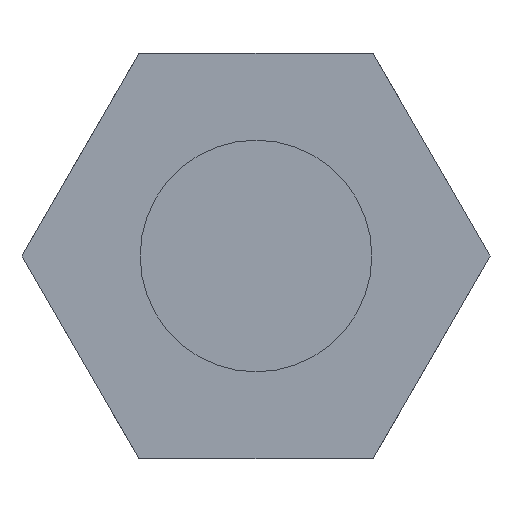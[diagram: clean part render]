
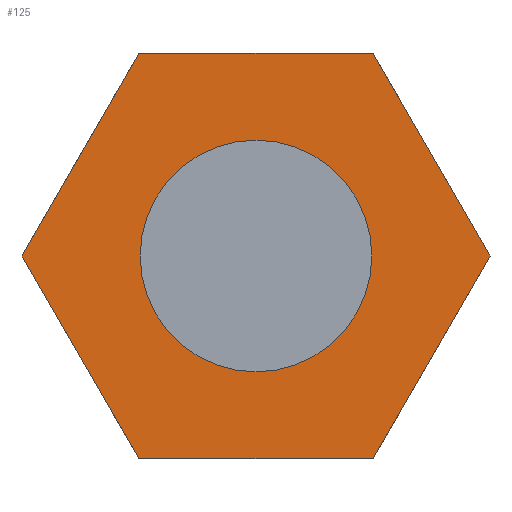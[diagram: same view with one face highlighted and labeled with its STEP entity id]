
A CAD part, left-side view. The second image highlights one B-rep face of the part: STEP entity #125.
In plain terms, the highlighted planar face has unit normal (-1, 0, 0).
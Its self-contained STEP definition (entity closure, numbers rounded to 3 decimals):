
#52=CARTESIAN_POINT('Axis2P3D Location',(0.,0.,0.)) ;
#57=CARTESIAN_POINT('Line Origine',(0.,-6.062,-3.5)) ;
#61=CARTESIAN_POINT('Vertex',(0.,-8.083,0.)) ;
#63=CARTESIAN_POINT('Vertex',(0.,-4.041,-7.)) ;
#66=CARTESIAN_POINT('Line Origine',(0.,-6.062,3.5)) ;
#70=CARTESIAN_POINT('Vertex',(0.,-4.041,7.)) ;
#73=CARTESIAN_POINT('Line Origine',(0.,0.,7.)) ;
#77=CARTESIAN_POINT('Vertex',(0.,4.041,7.)) ;
#80=CARTESIAN_POINT('Line Origine',(0.,6.062,3.5)) ;
#84=CARTESIAN_POINT('Vertex',(0.,8.083,0.)) ;
#87=CARTESIAN_POINT('Line Origine',(0.,6.062,-3.5)) ;
#91=CARTESIAN_POINT('Vertex',(0.,4.041,-7.)) ;
#94=CARTESIAN_POINT('Line Origine',(0.,0.,-7.)) ;
#107=CARTESIAN_POINT('Axis2P3D Location',(0.,0.,0.)) ;
#111=CARTESIAN_POINT('Vertex',(0.,-4.,0.)) ;
#113=CARTESIAN_POINT('Vertex',(0.,4.,0.)) ;
#116=CARTESIAN_POINT('Axis2P3D Location',(0.,0.,0.)) ;
#53=DIRECTION('Axis2P3D Direction',(1.,0.,0.)) ;
#54=DIRECTION('Axis2P3D XDirection',(0.,1.,0.)) ;
#58=DIRECTION('Vector Direction',(0.,0.5,-0.866)) ;
#67=DIRECTION('Vector Direction',(0.,-0.5,-0.866)) ;
#74=DIRECTION('Vector Direction',(0.,-1.,0.)) ;
#81=DIRECTION('Vector Direction',(0.,-0.5,0.866)) ;
#88=DIRECTION('Vector Direction',(0.,0.5,0.866)) ;
#95=DIRECTION('Vector Direction',(0.,1.,0.)) ;
#108=DIRECTION('Axis2P3D Direction',(1.,0.,0.)) ;
#117=DIRECTION('Axis2P3D Direction',(1.,0.,0.)) ;
#55=AXIS2_PLACEMENT_3D('Plane Axis2P3D',#52,#53,#54) ;
#109=AXIS2_PLACEMENT_3D('Circle Axis2P3D',#107,#108,$) ;
#118=AXIS2_PLACEMENT_3D('Circle Axis2P3D',#116,#117,$) ;
#100=ORIENTED_EDGE('',*,*,#65,.F.) ;
#101=ORIENTED_EDGE('',*,*,#72,.F.) ;
#102=ORIENTED_EDGE('',*,*,#79,.F.) ;
#103=ORIENTED_EDGE('',*,*,#86,.F.) ;
#104=ORIENTED_EDGE('',*,*,#93,.F.) ;
#105=ORIENTED_EDGE('',*,*,#98,.F.) ;
#122=ORIENTED_EDGE('',*,*,#115,.T.) ;
#123=ORIENTED_EDGE('',*,*,#120,.T.) ;
#124=FACE_BOUND('',#121,.T.) ;
#59=VECTOR('Line Direction',#58,1.) ;
#68=VECTOR('Line Direction',#67,1.) ;
#75=VECTOR('Line Direction',#74,1.) ;
#82=VECTOR('Line Direction',#81,1.) ;
#89=VECTOR('Line Direction',#88,1.) ;
#96=VECTOR('Line Direction',#95,1.) ;
#125=ADVANCED_FACE('PartBody',(#106,#124),#56,.F.) ;
#110=CIRCLE('generated circle',#109,4.) ;
#119=CIRCLE('generated circle',#118,4.) ;
#65=EDGE_CURVE('',#62,#64,#60,.T.) ;
#72=EDGE_CURVE('',#71,#62,#69,.T.) ;
#79=EDGE_CURVE('',#78,#71,#76,.T.) ;
#86=EDGE_CURVE('',#85,#78,#83,.T.) ;
#93=EDGE_CURVE('',#92,#85,#90,.T.) ;
#98=EDGE_CURVE('',#64,#92,#97,.T.) ;
#115=EDGE_CURVE('',#112,#114,#110,.T.) ;
#120=EDGE_CURVE('',#114,#112,#119,.T.) ;
#99=EDGE_LOOP('',(#100,#101,#102,#103,#104,#105)) ;
#121=EDGE_LOOP('',(#122,#123)) ;
#106=FACE_OUTER_BOUND('',#99,.T.) ;
#60=LINE('Line',#57,#59) ;
#69=LINE('Line',#66,#68) ;
#76=LINE('Line',#73,#75) ;
#83=LINE('Line',#80,#82) ;
#90=LINE('Line',#87,#89) ;
#97=LINE('Line',#94,#96) ;
#56=PLANE('Plane',#55) ;
#62=VERTEX_POINT('',#61) ;
#64=VERTEX_POINT('',#63) ;
#71=VERTEX_POINT('',#70) ;
#78=VERTEX_POINT('',#77) ;
#85=VERTEX_POINT('',#84) ;
#92=VERTEX_POINT('',#91) ;
#112=VERTEX_POINT('',#111) ;
#114=VERTEX_POINT('',#113) ;
